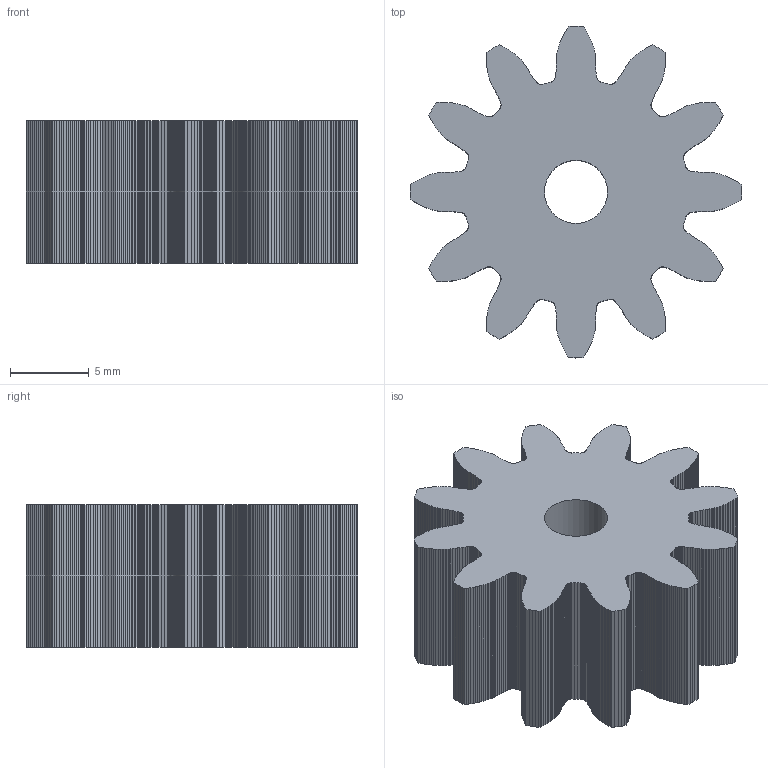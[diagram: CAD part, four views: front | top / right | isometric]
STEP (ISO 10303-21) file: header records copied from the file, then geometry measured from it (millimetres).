
FILE_DESCRIPTION(/* description */ (''),/* implementation_level */ '2;1');
FILE_NAME(/* name */ 'WS3_Gear_m=1.5_Z12.step',/* time_stamp */ '2026-01-20T15:15:25+01:00',/* author */ (''),/* organization */ (''),/* preprocessor_version */ 'ST-DEVELOPER v20.1',/* originating_system */ 'Autodesk Translation Framework v14.17.0.0',/* authorisation */ '');
FILE_SCHEMA (('AUTOMOTIVE_DESIGN { 1 0 10303 214 3 1 1 }'));
Length unit declared in the file: millimetre
Products named in the file (1): WS3_Gear
Bounding box: 21 x 21 x 9 mm (x, y, z)
Volume: 2121.9 mm3; surface area: 1572.2 mm2
Topology: 1 solids, 1 shells, 1011 faces, 3027 edges, 2018 vertices
Faces by surface type: plane 1010, cylinder 1
Full cylindrical faces by diameter (mm): 4 x1
Entity records: 33360 total; most frequent: CARTESIAN_POINT 6057, ORIENTED_EDGE 6054, DIRECTION 5053, EDGE_CURVE 3027, LINE 3025, VECTOR 3025, VERTEX_POINT 2018, AXIS2_PLACEMENT_3D 1014
